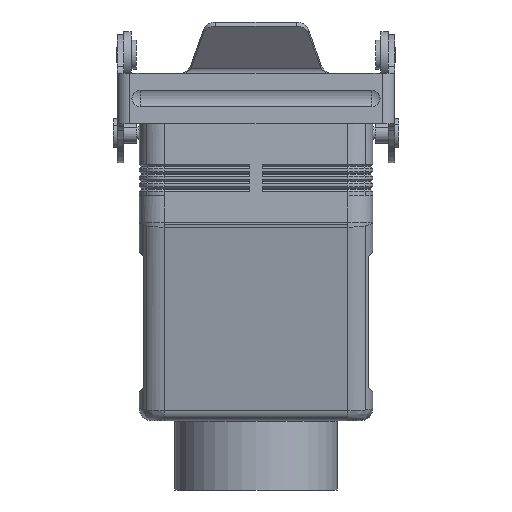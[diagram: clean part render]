
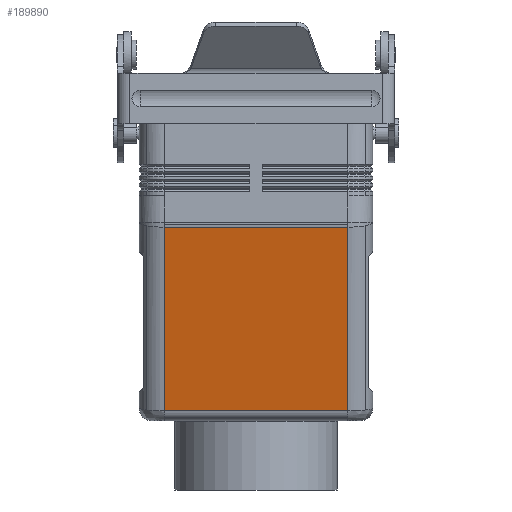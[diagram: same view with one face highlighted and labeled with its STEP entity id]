
A CAD part, front view. The second image highlights one B-rep face of the part: STEP entity #189890.
In plain terms, the highlighted face is planar.
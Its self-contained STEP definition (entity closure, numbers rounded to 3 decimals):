
#124180=CARTESIAN_POINT('',(-32.466,-22.,72.564));
#124190=VERTEX_POINT('',#124180);
#124220=CARTESIAN_POINT('',(-32.466,22.,72.564));
#124230=DIRECTION('',(0.,-1.,0.));
#124240=VECTOR('',#124230,44.);
#124250=LINE('',#124220,#124240);
#124260=CARTESIAN_POINT('',(-32.466,22.,72.564));
#124270=VERTEX_POINT('',#124260);
#124280=EDGE_CURVE('',#124270,#124190,#124250,.T.);
#136750=CARTESIAN_POINT('',(-40.893,-22.,28.559));
#136760=VERTEX_POINT('',#136750);
#180140=CARTESIAN_POINT('',(-40.893,22.,28.559));
#180150=DIRECTION('',(0.188,0.,0.982));
#180160=VECTOR('',#180150,44.805);
#180170=LINE('',#180140,#180160);
#180180=CARTESIAN_POINT('',(-40.893,22.,28.559));
#180190=VERTEX_POINT('',#180180);
#180200=EDGE_CURVE('',#180190,#124270,#180170,.T.);
#189680=CARTESIAN_POINT('',(-32.,0.,75.));
#189690=DIRECTION('',(-0.982,0.,0.188));
#189700=DIRECTION('',(0.188,0.,0.982));
#189710=AXIS2_PLACEMENT_3D('',#189680,#189690,#189700);
#189720=PLANE('',#189710);
#189730=ORIENTED_EDGE('',*,*,#180200,.F.);
#189740=ORIENTED_EDGE('',*,*,#124280,.F.);
#189750=CARTESIAN_POINT('',(-32.466,-22.,72.564));
#189760=DIRECTION('',(-0.188,0.,-0.982));
#189770=VECTOR('',#189760,44.805);
#189780=LINE('',#189750,#189770);
#189790=EDGE_CURVE('',#124190,#136760,#189780,.T.);
#189800=ORIENTED_EDGE('',*,*,#189790,.F.);
#189810=CARTESIAN_POINT('',(-40.893,-22.,28.559));
#189820=DIRECTION('',(0.,1.,0.));
#189830=VECTOR('',#189820,44.);
#189840=LINE('',#189810,#189830);
#189850=EDGE_CURVE('',#136760,#180190,#189840,.T.);
#189860=ORIENTED_EDGE('',*,*,#189850,.F.);
#189870=EDGE_LOOP('',(#189860,#189800,#189740,#189730));
#189880=FACE_OUTER_BOUND('',#189870,.T.);
#189890=ADVANCED_FACE('',(#189880),#189720,.T.);
